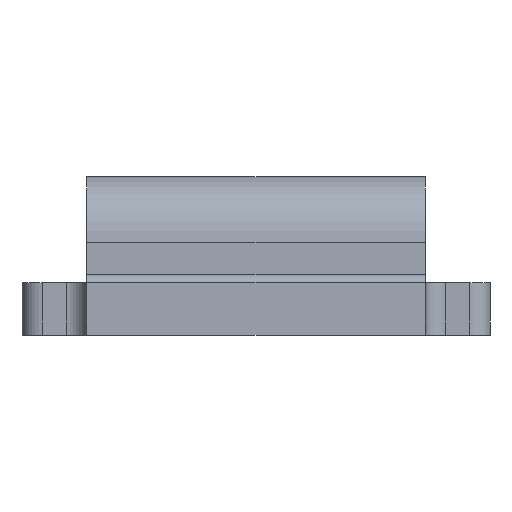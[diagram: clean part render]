
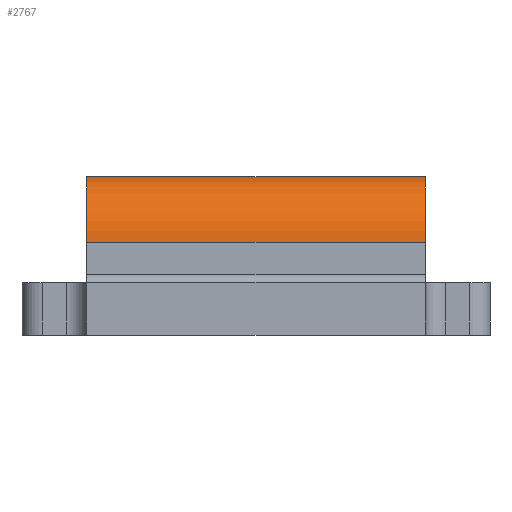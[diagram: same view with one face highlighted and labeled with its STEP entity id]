
A CAD part, left-side view. The second image highlights one B-rep face of the part: STEP entity #2767.
In plain terms, the highlighted cylindrical face has radius 8.125 mm (diameter 16.25 mm), a partial arc.
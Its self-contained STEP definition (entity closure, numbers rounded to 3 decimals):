
#109 = ORIENTED_EDGE ( 'NONE', *, *, #691, .F. ) ;
#122 = LINE ( 'NONE', #3131, #3028 ) ;
#228 = LINE ( 'NONE', #3678, #452 ) ;
#279 = CYLINDRICAL_SURFACE ( 'NONE', #2988, 8.125 ) ;
#452 = VECTOR ( 'NONE', #1332, 1000. ) ;
#583 = CARTESIAN_POINT ( 'NONE',  ( 27., -21., 18. ) ) ;
#587 = CARTESIAN_POINT ( 'NONE',  ( 27., -36.166, 18. ) ) ;
#691 = EDGE_CURVE ( 'NONE', #3093, #1337, #2574, .T. ) ;
#914 = DIRECTION ( 'NONE',  ( 0., 0., 1. ) ) ;
#915 = DIRECTION ( 'NONE',  ( 0., 0., 1. ) ) ;
#920 = DIRECTION ( 'NONE',  ( 0., 1., 0. ) ) ;
#930 = CARTESIAN_POINT ( 'NONE',  ( 27., 21., 18. ) ) ;
#1070 = AXIS2_PLACEMENT_3D ( 'NONE', #930, #920, #914 ) ;
#1332 = DIRECTION ( 'NONE',  ( 0., 1., 0. ) ) ;
#1337 = VERTEX_POINT ( 'NONE', #3270 ) ;
#1561 = ORIENTED_EDGE ( 'NONE', *, *, #1753, .F. ) ;
#1699 = DIRECTION ( 'NONE',  ( 0., 1., 0. ) ) ;
#1753 = EDGE_CURVE ( 'NONE', #1981, #2547, #3731, .T. ) ;
#1881 = EDGE_LOOP ( 'NONE', ( #1561, #3084, #109, #3196 ) ) ;
#1911 = FACE_OUTER_BOUND ( 'NONE', #1881, .T. ) ;
#1947 = CARTESIAN_POINT ( 'NONE',  ( 26.5, -21., 26.11 ) ) ;
#1981 = VERTEX_POINT ( 'NONE', #1947 ) ;
#2236 = CARTESIAN_POINT ( 'NONE',  ( 18.875, 21., 18. ) ) ;
#2311 = AXIS2_PLACEMENT_3D ( 'NONE', #583, #2621, #915 ) ;
#2547 = VERTEX_POINT ( 'NONE', #2819 ) ;
#2574 = CIRCLE ( 'NONE', #1070, 8.125 ) ;
#2621 = DIRECTION ( 'NONE',  ( 0., -1., 0. ) ) ;
#2626 = DIRECTION ( 'NONE',  ( 0., 0., 1. ) ) ;
#2767 = ADVANCED_FACE ( 'NONE', ( #1911 ), #279, .T. ) ;
#2819 = CARTESIAN_POINT ( 'NONE',  ( 18.875, -21., 18. ) ) ;
#2988 = AXIS2_PLACEMENT_3D ( 'NONE', #587, #3859, #2626 ) ;
#3028 = VECTOR ( 'NONE', #1699, 1000. ) ;
#3044 = EDGE_CURVE ( 'NONE', #1981, #1337, #228, .T. ) ;
#3084 = ORIENTED_EDGE ( 'NONE', *, *, #3044, .T. ) ;
#3093 = VERTEX_POINT ( 'NONE', #2236 ) ;
#3121 = EDGE_CURVE ( 'NONE', #2547, #3093, #122, .T. ) ;
#3131 = CARTESIAN_POINT ( 'NONE',  ( 18.875, -36.166, 18. ) ) ;
#3196 = ORIENTED_EDGE ( 'NONE', *, *, #3121, .F. ) ;
#3270 = CARTESIAN_POINT ( 'NONE',  ( 26.5, 21., 26.11 ) ) ;
#3678 = CARTESIAN_POINT ( 'NONE',  ( 26.5, -36.166, 26.11 ) ) ;
#3731 = CIRCLE ( 'NONE', #2311, 8.125 ) ;
#3859 = DIRECTION ( 'NONE',  ( 0., 1., 0. ) ) ;
